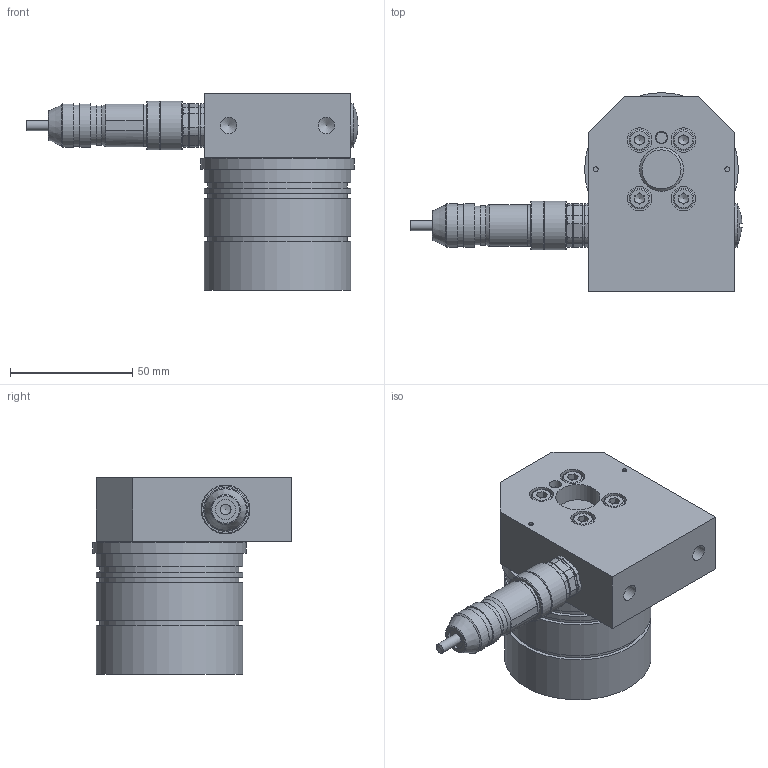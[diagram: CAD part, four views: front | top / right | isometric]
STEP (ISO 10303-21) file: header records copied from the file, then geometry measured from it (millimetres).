
FILE_DESCRIPTION (( 'STEP AP214' ), '1' );
FILE_NAME ('a_RMR3AL2-20N...1000N-N1.STEP', '2025-05-22T08:48:55', ( '' ), ( '' ), 'SwSTEP 2.0', 'SolidWorks 2023', '' );
FILE_SCHEMA (( 'AUTOMOTIVE_DESIGN' ));
Length unit declared in the file: millimetre
Products named in the file (1): a_RMR3AL2-20N...1000N-N1
Bounding box: 136.04 x 81.5 x 80.5 mm (x, y, z)
Volume: 243343.3 mm3; surface area: 74838.3 mm2
Topology: 16 solids, 16 shells, 491 faces, 1064 edges, 676 vertices
Faces by surface type: plane 248, cylinder 156, cone 62, torus 19, bspline 6
Full cylindrical faces by diameter (mm): 0.643 x1, 0.857 x5, 1 x13, 1.5 x4, 2 x2, 3 x1, 4.2 x9, 4.5 x1, 5 x11, 5.3 x8, 6.8 x2, 8 x1, 8.2 x1, 8.375 x1, 8.5 x8, 9.95 x1, 10 x8, 10.4 x1, 11.5 x1, 12 x2, 13.5 x2, 14 x1, 14.5 x2, 16 x3, 16.2 x1, 16.7 x1, 17 x2, 18 x7, 20 x2, 49 x2
Entity records: 12287 total; most frequent: CARTESIAN_POINT 2302, DIRECTION 2155, ORIENTED_EDGE 1610, AXIS2_PLACEMENT_3D 908, EDGE_CURVE 805, EDGE_LOOP 779, FACE_OUTER_BOUND 628, VERTEX_POINT 608
